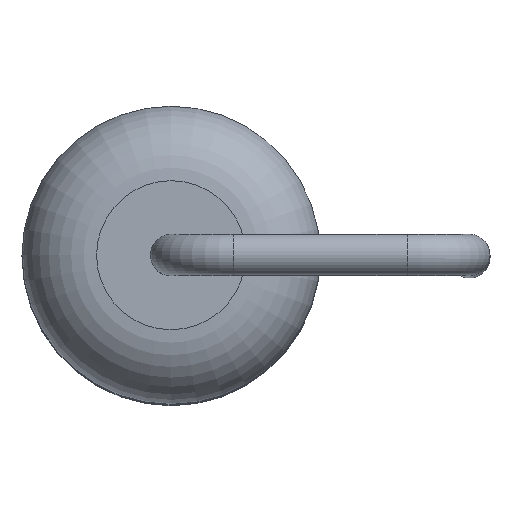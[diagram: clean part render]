
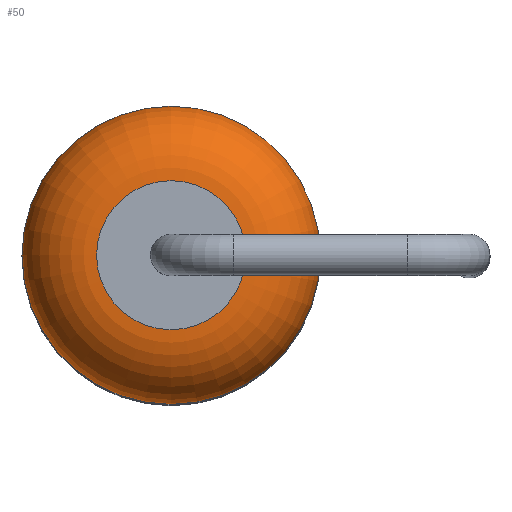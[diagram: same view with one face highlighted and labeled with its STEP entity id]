
A CAD part, top view. The second image highlights one B-rep face of the part: STEP entity #50.
In plain terms, the highlighted toroidal (fillet/blend) face has major radius 0.9 mm and minor radius 0.9 mm.
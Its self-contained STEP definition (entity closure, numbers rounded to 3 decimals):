
#31 = VERTEX_POINT('',#32);
#32 = CARTESIAN_POINT('',(1.8,0.,10.6));
#38 = EDGE_CURVE('',#31,#31,#39,.T.);
#39 = CIRCLE('',#40,1.8);
#40 = AXIS2_PLACEMENT_3D('',#41,#42,#43);
#41 = CARTESIAN_POINT('',(0.,0.,10.6));
#42 = DIRECTION('',(0.,0.,1.));
#43 = DIRECTION('',(1.,0.,0.));
#50 = ADVANCED_FACE('',(#51),#71,.T.);
#51 = FACE_BOUND('',#52,.T.);
#52 = EDGE_LOOP('',(#53,#62,#63,#64));
#53 = ORIENTED_EDGE('',*,*,#54,.F.);
#54 = EDGE_CURVE('',#31,#55,#57,.T.);
#55 = VERTEX_POINT('',#56);
#56 = CARTESIAN_POINT('',(0.9,0.,11.5));
#57 = CIRCLE('',#58,0.9);
#58 = AXIS2_PLACEMENT_3D('',#59,#60,#61);
#59 = CARTESIAN_POINT('',(0.9,0.,10.6));
#60 = DIRECTION('',(0.,-1.,0.));
#61 = DIRECTION('',(1.,0.,0.));
#62 = ORIENTED_EDGE('',*,*,#38,.T.);
#63 = ORIENTED_EDGE('',*,*,#54,.T.);
#64 = ORIENTED_EDGE('',*,*,#65,.F.);
#65 = EDGE_CURVE('',#55,#55,#66,.T.);
#66 = CIRCLE('',#67,0.9);
#67 = AXIS2_PLACEMENT_3D('',#68,#69,#70);
#68 = CARTESIAN_POINT('',(0.,0.,11.5));
#69 = DIRECTION('',(0.,0.,1.));
#70 = DIRECTION('',(1.,0.,0.));
#71 = TOROIDAL_SURFACE('',#72,0.9,0.9);
#72 = AXIS2_PLACEMENT_3D('',#73,#74,#75);
#73 = CARTESIAN_POINT('',(0.,0.,10.6));
#74 = DIRECTION('',(0.,0.,1.));
#75 = DIRECTION('',(1.,0.,0.));
